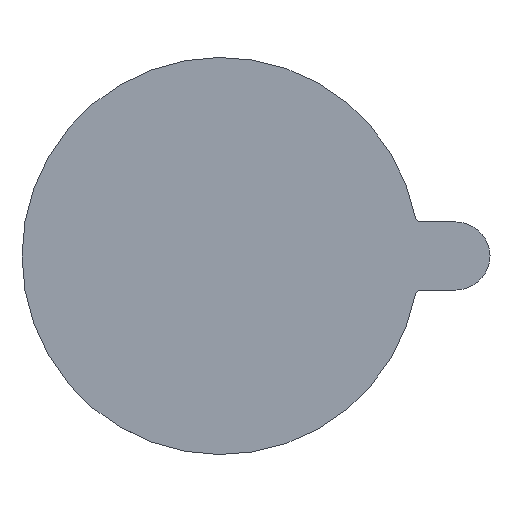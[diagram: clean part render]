
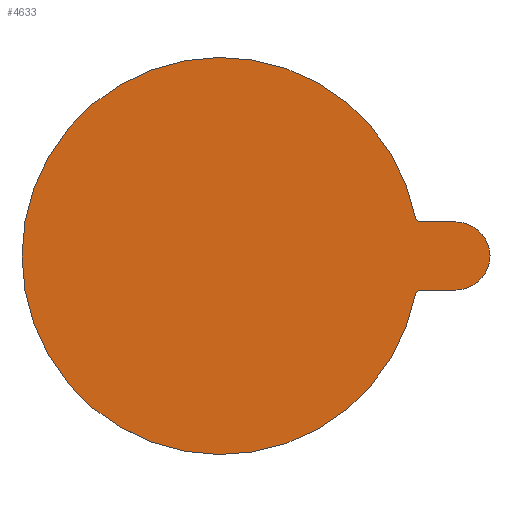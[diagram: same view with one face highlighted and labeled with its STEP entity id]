
A CAD part, top view. The second image highlights one B-rep face of the part: STEP entity #4633.
In plain terms, the highlighted planar face has unit normal (0, 0, 1).
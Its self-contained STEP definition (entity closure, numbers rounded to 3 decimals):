
#26 = AXIS2_PLACEMENT_3D ( 'NONE', #15287, #13861, #5857 ) ;
#477 = PLANE ( 'NONE',  #10249 ) ;
#599 = EDGE_CURVE ( 'NONE', #12412, #6858, #12133, .T. ) ;
#907 = ORIENTED_EDGE ( 'NONE', *, *, #599, .T. ) ;
#1491 = VECTOR ( 'NONE', #8498, 1000. ) ;
#1635 = DIRECTION ( 'NONE',  ( 0., 0., 1. ) ) ;
#1935 = EDGE_CURVE ( 'NONE', #7313, #10337, #14894, .T. ) ;
#2512 = ORIENTED_EDGE ( 'NONE', *, *, #1935, .F. ) ;
#2912 = CIRCLE ( 'NONE', #10759, 0.5 ) ;
#3068 = CARTESIAN_POINT ( 'NONE',  ( -29.228, 56.323, 0.34 ) ) ;
#3314 = VERTEX_POINT ( 'NONE', #3068 ) ;
#3794 = CARTESIAN_POINT ( 'NONE',  ( -32.312, 49.823, 0.34 ) ) ;
#3833 = EDGE_CURVE ( 'NONE', #6858, #3314, #12941, .T. ) ;
#4099 = DIRECTION ( 'NONE',  ( 0., 0., 1. ) ) ;
#4633 = ADVANCED_FACE ( 'NONE', ( #8557 ), #477, .F. ) ;
#4662 = CARTESIAN_POINT ( 'NONE',  ( -29.228, 50.323, 0.34 ) ) ;
#5049 = DIRECTION ( 'NONE',  ( 0., 0., -1. ) ) ;
#5171 = DIRECTION ( 'NONE',  ( 0., 0., -1. ) ) ;
#5680 = CARTESIAN_POINT ( 'NONE',  ( -32.312, 56.323, 0.34 ) ) ;
#5857 = DIRECTION ( 'NONE',  ( -1., 0., 0. ) ) ;
#5956 = CARTESIAN_POINT ( 'NONE',  ( -29.228, 50.323, 0.34 ) ) ;
#6318 = DIRECTION ( 'NONE',  ( -1., 0., 0. ) ) ;
#6511 = EDGE_CURVE ( 'NONE', #12412, #7773, #7522, .T. ) ;
#6858 = VERTEX_POINT ( 'NONE', #7410 ) ;
#7167 = EDGE_CURVE ( 'NONE', #9613, #3314, #16653, .T. ) ;
#7177 = CARTESIAN_POINT ( 'NONE',  ( -32.312, 49.823, 0.34 ) ) ;
#7313 = VERTEX_POINT ( 'NONE', #11215 ) ;
#7410 = CARTESIAN_POINT ( 'NONE',  ( -26.228, 53.323, 0.34 ) ) ;
#7522 = LINE ( 'NONE', #5956, #12259 ) ;
#7773 = VERTEX_POINT ( 'NONE', #10987 ) ;
#8157 = DIRECTION ( 'NONE',  ( -1., 0., 0. ) ) ;
#8498 = DIRECTION ( 'NONE',  ( 1., 0., 0. ) ) ;
#8557 = FACE_OUTER_BOUND ( 'NONE', #17324, .T. ) ;
#8747 = DIRECTION ( 'NONE',  ( -1., 0., 0. ) ) ;
#8827 = ORIENTED_EDGE ( 'NONE', *, *, #3833, .T. ) ;
#9571 = CARTESIAN_POINT ( 'NONE',  ( -32.312, 56.823, 0.34 ) ) ;
#9613 = VERTEX_POINT ( 'NONE', #14681 ) ;
#10096 = ORIENTED_EDGE ( 'NONE', *, *, #16418, .F. ) ;
#10249 = AXIS2_PLACEMENT_3D ( 'NONE', #3794, #5171, #15975 ) ;
#10337 = VERTEX_POINT ( 'NONE', #13125 ) ;
#10759 = AXIS2_PLACEMENT_3D ( 'NONE', #9571, #1635, #8157 ) ;
#10987 = CARTESIAN_POINT ( 'NONE',  ( -32.312, 50.323, 0.34 ) ) ;
#11215 = CARTESIAN_POINT ( 'NONE',  ( -32.803, 49.92, 0.34 ) ) ;
#12133 = CIRCLE ( 'NONE', #14385, 3. ) ;
#12259 = VECTOR ( 'NONE', #8747, 1000. ) ;
#12412 = VERTEX_POINT ( 'NONE', #4662 ) ;
#12941 = CIRCLE ( 'NONE', #26, 3. ) ;
#13096 = CARTESIAN_POINT ( 'NONE',  ( -49.969, 53.323, 0.34 ) ) ;
#13109 = ORIENTED_EDGE ( 'NONE', *, *, #7167, .F. ) ;
#13125 = CARTESIAN_POINT ( 'NONE',  ( -32.803, 56.726, 0.34 ) ) ;
#13187 = EDGE_CURVE ( 'NONE', #10337, #9613, #2912, .T. ) ;
#13739 = DIRECTION ( 'NONE',  ( -1., 0., 0. ) ) ;
#13861 = DIRECTION ( 'NONE',  ( 0., 0., 1. ) ) ;
#14034 = AXIS2_PLACEMENT_3D ( 'NONE', #13096, #5049, #6318 ) ;
#14385 = AXIS2_PLACEMENT_3D ( 'NONE', #15175, #15354, #13739 ) ;
#14666 = ORIENTED_EDGE ( 'NONE', *, *, #13187, .F. ) ;
#14681 = CARTESIAN_POINT ( 'NONE',  ( -32.312, 56.323, 0.34 ) ) ;
#14894 = CIRCLE ( 'NONE', #14034, 17.5 ) ;
#14945 = DIRECTION ( 'NONE',  ( -1., 0., 0. ) ) ;
#15175 = CARTESIAN_POINT ( 'NONE',  ( -29.228, 53.323, 0.34 ) ) ;
#15287 = CARTESIAN_POINT ( 'NONE',  ( -29.228, 53.323, 0.34 ) ) ;
#15354 = DIRECTION ( 'NONE',  ( 0., 0., 1. ) ) ;
#15975 = DIRECTION ( 'NONE',  ( -1., 0., 0. ) ) ;
#16327 = AXIS2_PLACEMENT_3D ( 'NONE', #7177, #4099, #14945 ) ;
#16418 = EDGE_CURVE ( 'NONE', #7773, #7313, #16612, .T. ) ;
#16612 = CIRCLE ( 'NONE', #16327, 0.5 ) ;
#16653 = LINE ( 'NONE', #5680, #1491 ) ;
#16874 = ORIENTED_EDGE ( 'NONE', *, *, #6511, .F. ) ;
#17324 = EDGE_LOOP ( 'NONE', ( #10096, #16874, #907, #8827, #13109, #14666, #2512 ) ) ;
